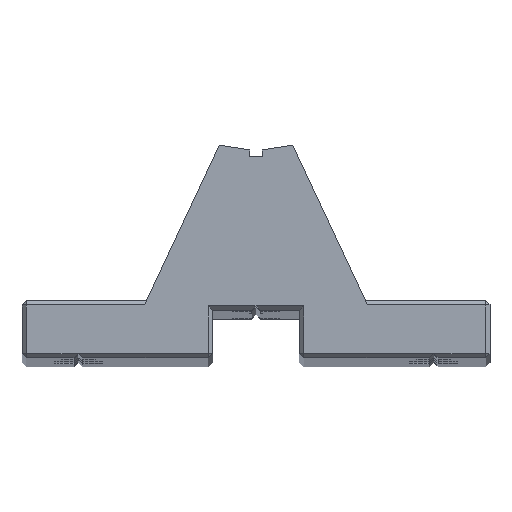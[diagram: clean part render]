
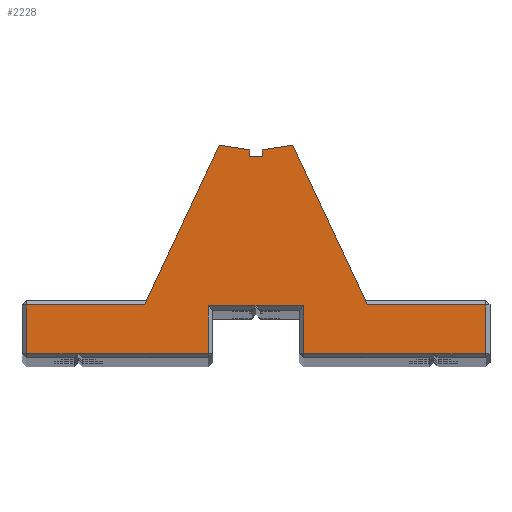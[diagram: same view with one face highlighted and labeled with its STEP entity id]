
A CAD part, top view. The second image highlights one B-rep face of the part: STEP entity #2228.
In plain terms, the highlighted planar face has unit normal (0, 0, 1).
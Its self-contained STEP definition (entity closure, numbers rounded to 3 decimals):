
#198=FACE_OUTER_BOUND('',#314,.T.);
#314=EDGE_LOOP('',(#1621,#1622,#1623,#1624,#1625,#1626,#1627,#1628,#1629,
#1630,#1631,#1632,#1633,#1634,#1635,#1636,#1637,#1638,#1639));
#400=LINE('',#3260,#628);
#405=LINE('',#3267,#633);
#415=LINE('',#3285,#643);
#449=LINE('',#3365,#677);
#454=LINE('',#3374,#682);
#462=LINE('',#3389,#690);
#476=LINE('',#3437,#704);
#479=LINE('',#3442,#707);
#485=LINE('',#3452,#713);
#511=LINE('',#3510,#739);
#515=LINE('',#3516,#743);
#522=LINE('',#3529,#750);
#526=LINE('',#3537,#754);
#527=LINE('',#3539,#755);
#528=LINE('',#3541,#756);
#529=LINE('',#3543,#757);
#530=LINE('',#3545,#758);
#531=LINE('',#3547,#759);
#532=LINE('',#3548,#760);
#628=VECTOR('',#2566,10.);
#633=VECTOR('',#2575,10.);
#643=VECTOR('',#2593,10.);
#677=VECTOR('',#2653,10.);
#682=VECTOR('',#2662,10.);
#690=VECTOR('',#2676,10.);
#704=VECTOR('',#2720,10.);
#707=VECTOR('',#2725,10.);
#713=VECTOR('',#2735,10.);
#739=VECTOR('',#2787,10.);
#743=VECTOR('',#2795,10.);
#750=VECTOR('',#2810,10.);
#754=VECTOR('',#2818,10.);
#755=VECTOR('',#2819,10.);
#756=VECTOR('',#2820,10.);
#757=VECTOR('',#2821,10.);
#758=VECTOR('',#2822,10.);
#759=VECTOR('',#2823,10.);
#760=VECTOR('',#2824,10.);
#848=VERTEX_POINT('',#3239);
#854=VERTEX_POINT('',#3253);
#856=VERTEX_POINT('',#3258);
#859=VERTEX_POINT('',#3281);
#892=VERTEX_POINT('',#3359);
#895=VERTEX_POINT('',#3373);
#898=VERTEX_POINT('',#3385);
#916=VERTEX_POINT('',#3430);
#918=VERTEX_POINT('',#3436);
#920=VERTEX_POINT('',#3448);
#932=VERTEX_POINT('',#3487);
#937=VERTEX_POINT('',#3500);
#939=VERTEX_POINT('',#3506);
#944=VERTEX_POINT('',#3536);
#945=VERTEX_POINT('',#3538);
#946=VERTEX_POINT('',#3540);
#947=VERTEX_POINT('',#3542);
#948=VERTEX_POINT('',#3544);
#949=VERTEX_POINT('',#3546);
#1066=EDGE_CURVE('',#856,#854,#400,.T.);
#1071=EDGE_CURVE('',#854,#848,#405,.T.);
#1081=EDGE_CURVE('',#848,#859,#415,.T.);
#1120=EDGE_CURVE('',#859,#892,#449,.T.);
#1125=EDGE_CURVE('',#892,#895,#454,.T.);
#1133=EDGE_CURVE('',#895,#898,#462,.T.);
#1156=EDGE_CURVE('',#898,#918,#476,.T.);
#1159=EDGE_CURVE('',#918,#916,#479,.T.);
#1165=EDGE_CURVE('',#916,#920,#485,.T.);
#1193=EDGE_CURVE('',#937,#939,#511,.T.);
#1197=EDGE_CURVE('',#932,#937,#515,.T.);
#1204=EDGE_CURVE('',#920,#932,#522,.T.);
#1208=EDGE_CURVE('',#944,#856,#526,.T.);
#1209=EDGE_CURVE('',#945,#944,#527,.T.);
#1210=EDGE_CURVE('',#946,#945,#528,.T.);
#1211=EDGE_CURVE('',#947,#946,#529,.T.);
#1212=EDGE_CURVE('',#948,#947,#530,.T.);
#1213=EDGE_CURVE('',#949,#948,#531,.T.);
#1214=EDGE_CURVE('',#939,#949,#532,.T.);
#1621=ORIENTED_EDGE('',*,*,#1208,.F.);
#1622=ORIENTED_EDGE('',*,*,#1209,.F.);
#1623=ORIENTED_EDGE('',*,*,#1210,.F.);
#1624=ORIENTED_EDGE('',*,*,#1211,.F.);
#1625=ORIENTED_EDGE('',*,*,#1212,.F.);
#1626=ORIENTED_EDGE('',*,*,#1213,.F.);
#1627=ORIENTED_EDGE('',*,*,#1214,.F.);
#1628=ORIENTED_EDGE('',*,*,#1193,.F.);
#1629=ORIENTED_EDGE('',*,*,#1197,.F.);
#1630=ORIENTED_EDGE('',*,*,#1204,.F.);
#1631=ORIENTED_EDGE('',*,*,#1165,.F.);
#1632=ORIENTED_EDGE('',*,*,#1159,.F.);
#1633=ORIENTED_EDGE('',*,*,#1156,.F.);
#1634=ORIENTED_EDGE('',*,*,#1133,.F.);
#1635=ORIENTED_EDGE('',*,*,#1125,.F.);
#1636=ORIENTED_EDGE('',*,*,#1120,.F.);
#1637=ORIENTED_EDGE('',*,*,#1081,.F.);
#1638=ORIENTED_EDGE('',*,*,#1071,.F.);
#1639=ORIENTED_EDGE('',*,*,#1066,.F.);
#2124=PLANE('',#2380);
#2228=ADVANCED_FACE('',(#198),#2124,.T.);
#2380=AXIS2_PLACEMENT_3D('',#3535,#2816,#2817);
#2566=DIRECTION('',(1.,0.,0.));
#2575=DIRECTION('',(0.,-1.,0.));
#2593=DIRECTION('',(-1.,0.,0.));
#2653=DIRECTION('',(-1.,0.,0.));
#2662=DIRECTION('',(0.,1.,0.));
#2676=DIRECTION('',(-1.,0.,0.));
#2720=DIRECTION('',(-1.,0.,0.));
#2725=DIRECTION('',(0.,-1.,0.));
#2735=DIRECTION('',(-1.,0.,0.));
#2787=DIRECTION('',(1.,0.,0.));
#2795=DIRECTION('',(0.,1.,0.));
#2810=DIRECTION('',(-1.,0.,0.));
#2816=DIRECTION('center_axis',(0.,0.,1.));
#2817=DIRECTION('ref_axis',(1.,0.,0.));
#2818=DIRECTION('',(0.423,-0.906,0.));
#2819=DIRECTION('',(0.988,0.156,0.));
#2820=DIRECTION('',(0.,1.,0.));
#2821=DIRECTION('',(1.,0.,0.));
#2822=DIRECTION('',(0.,-1.,0.));
#2823=DIRECTION('',(0.988,-0.156,0.));
#2824=DIRECTION('',(0.423,0.906,0.));
#3239=CARTESIAN_POINT('',(26.5,-2.8,599.5));
#3253=CARTESIAN_POINT('',(26.5,2.8,599.5));
#3258=CARTESIAN_POINT('',(12.853,2.8,599.5));
#3260=CARTESIAN_POINT('',(6.31,2.8,599.5));
#3267=CARTESIAN_POINT('',(26.5,3.745,599.5));
#3281=CARTESIAN_POINT('',(20.5,-2.8,599.5));
#3285=CARTESIAN_POINT('',(13.5,-2.8,599.5));
#3359=CARTESIAN_POINT('',(5.5,-2.8,599.5));
#3365=CARTESIAN_POINT('',(10.,-2.8,599.5));
#3373=CARTESIAN_POINT('',(5.5,2.7,599.5));
#3374=CARTESIAN_POINT('',(5.5,0.445,599.5));
#3385=CARTESIAN_POINT('',(0.,2.7,599.5));
#3389=CARTESIAN_POINT('',(2.5,2.7,599.5));
#3430=CARTESIAN_POINT('',(-5.5,-2.8,599.5));
#3436=CARTESIAN_POINT('',(-5.5,2.7,599.5));
#3437=CARTESIAN_POINT('',(-0.25,2.7,599.5));
#3442=CARTESIAN_POINT('',(-5.5,3.195,599.5));
#3448=CARTESIAN_POINT('',(-20.5,-2.8,599.5));
#3452=CARTESIAN_POINT('',(-2.5,-2.8,599.5));
#3487=CARTESIAN_POINT('',(-26.5,-2.8,599.5));
#3500=CARTESIAN_POINT('',(-26.5,2.8,599.5));
#3506=CARTESIAN_POINT('',(-12.853,2.8,599.5));
#3510=CARTESIAN_POINT('',(-13.5,2.8,599.5));
#3516=CARTESIAN_POINT('',(-26.5,0.445,599.5));
#3529=CARTESIAN_POINT('',(-10.5,-2.8,599.5));
#3535=CARTESIAN_POINT('Origin',(0.,4.19,599.5));
#3536=CARTESIAN_POINT('',(4.25,21.248,599.5));
#3537=CARTESIAN_POINT('',(7.137,15.056,599.5));
#3538=CARTESIAN_POINT('',(0.75,20.694,599.5));
#3539=CARTESIAN_POINT('',(4.25,21.248,599.5));
#3540=CARTESIAN_POINT('',(0.75,19.894,599.5));
#3541=CARTESIAN_POINT('',(0.75,20.694,599.5));
#3542=CARTESIAN_POINT('',(-0.75,19.894,599.5));
#3543=CARTESIAN_POINT('',(0.75,19.894,599.5));
#3544=CARTESIAN_POINT('',(-0.75,20.694,599.5));
#3545=CARTESIAN_POINT('',(-0.75,19.894,599.5));
#3546=CARTESIAN_POINT('',(-4.25,21.248,599.5));
#3547=CARTESIAN_POINT('',(-0.75,20.694,599.5));
#3548=CARTESIAN_POINT('',(-4.25,21.248,599.5));
